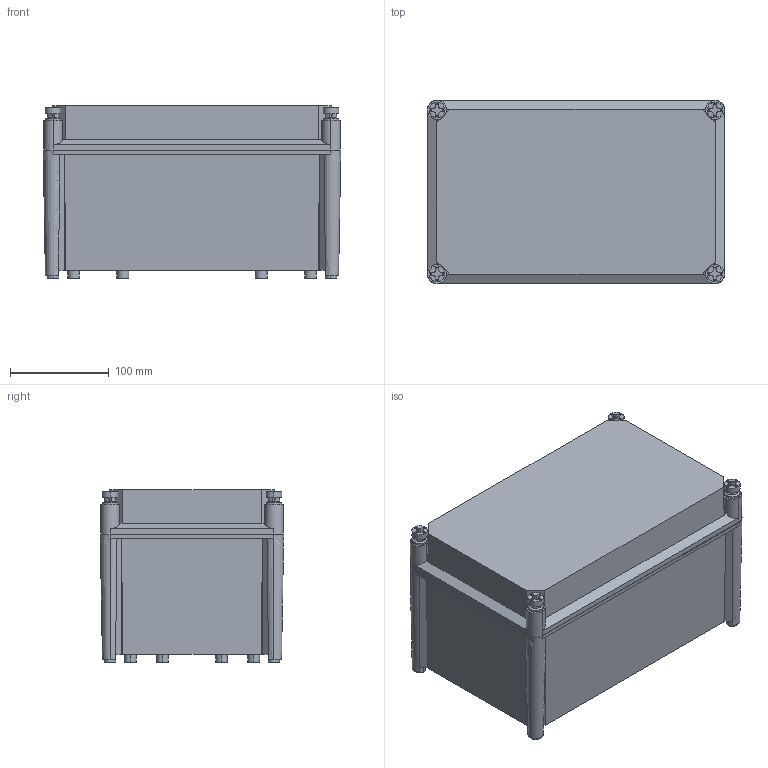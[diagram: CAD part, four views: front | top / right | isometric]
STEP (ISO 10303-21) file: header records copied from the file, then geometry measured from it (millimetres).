
FILE_DESCRIPTION(('CATIA V5R24 STEP','CAx-IF Rec.Pracs.--- Model Styling and Organization---1.2---2011-12-15'),'2;1');
FILE_NAME ('D1445989_0', '2018-08-21T08:57:23+00:00', ('Weidmueller Interface'), ('Weidmueller'), 'CATIA Version 5-6 Release 2014 SP4 HF52', 'CATIA V5 STEP AP214', 'none');
FILE_SCHEMA(('AUTOMOTIVE_DESIGN { 1 0 10303 214 1 1 1 1 }'));
Length unit declared in the file: millimetre
Products named in the file (1): TBF 301918
Bounding box: 301.6 x 186 x 175 mm (x, y, z)
Volume: 960659.9 mm3; surface area: 573477.9 mm2
Topology: 14 solids, 14 shells, 801 faces, 2026 edges, 1318 vertices
Faces by surface type: plane 381, cylinder 364, cone 56
Entity records: 26317 total; most frequent: CARTESIAN_POINT 7359, ORIENTED_EDGE 4052, DIRECTION 3405, EDGE_CURVE 2026, AXIS2_PLACEMENT_3D 1538, VERTEX_POINT 1318, VECTOR 1067, LINE 1067
